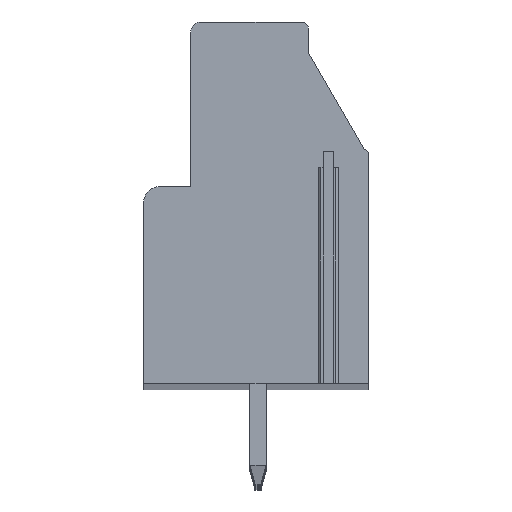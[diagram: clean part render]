
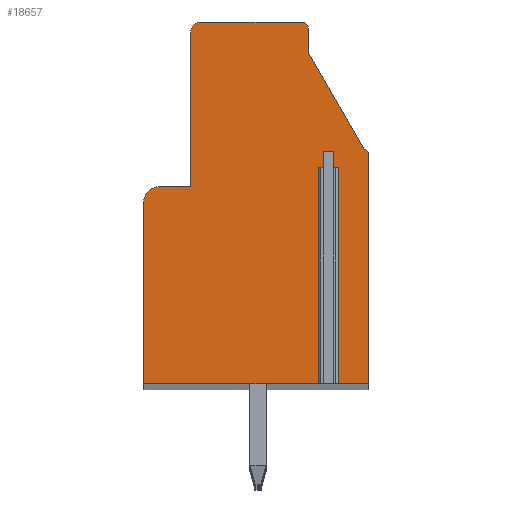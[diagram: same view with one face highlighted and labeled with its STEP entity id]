
A CAD part, top view. The second image highlights one B-rep face of the part: STEP entity #18657.
In plain terms, the highlighted planar face has unit normal (0, 0, 1).
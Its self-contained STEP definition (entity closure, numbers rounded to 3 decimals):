
#5823=DIRECTION('',(-1.,0.,0.));
#5824=VECTOR('',#5823,0.5);
#5825=CARTESIAN_POINT('',(3.85,2.55,3.81));
#5826=LINE('',#5825,#5824);
#5827=DIRECTION('',(0.,1.,0.));
#5828=VECTOR('',#5827,0.8);
#5829=CARTESIAN_POINT('',(3.35,1.75,3.81));
#5830=LINE('',#5829,#5828);
#5831=DIRECTION('',(0.,1.,0.));
#5832=VECTOR('',#5831,10.75);
#5833=CARTESIAN_POINT('',(3.35,-9.,3.81));
#5834=LINE('',#5833,#5832);
#5835=DIRECTION('',(1.,0.,0.));
#5836=VECTOR('',#5835,8.95);
#5837=CARTESIAN_POINT('',(-5.6,-9.,3.81));
#5838=LINE('',#5837,#5836);
#5839=DIRECTION('',(0.,-1.,0.));
#5840=VECTOR('',#5839,9.);
#5841=CARTESIAN_POINT('',(-5.6,0.,3.81));
#5842=LINE('',#5841,#5840);
#5843=CARTESIAN_POINT('',(-4.8,0.,3.81));
#5844=DIRECTION('',(0.,0.,1.));
#5845=DIRECTION('',(0.,1.,0.));
#5846=AXIS2_PLACEMENT_3D('',#5843,#5844,#5845);
#5848=DIRECTION('',(-1.,0.,0.));
#5849=VECTOR('',#5848,1.55);
#5850=CARTESIAN_POINT('',(-3.25,0.8,3.81));
#5851=LINE('',#5850,#5849);
#5852=DIRECTION('',(0.,-1.,0.));
#5853=VECTOR('',#5852,7.7);
#5854=CARTESIAN_POINT('',(-3.25,8.5,3.81));
#5855=LINE('',#5854,#5853);
#5856=CARTESIAN_POINT('',(-2.75,8.5,3.81));
#5857=DIRECTION('',(0.,0.,1.));
#5858=DIRECTION('',(0.,1.,0.));
#5859=AXIS2_PLACEMENT_3D('',#5856,#5857,#5858);
#5861=DIRECTION('',(-1.,0.,0.));
#5862=VECTOR('',#5861,5.05);
#5863=CARTESIAN_POINT('',(2.3,9.,3.81));
#5864=LINE('',#5863,#5862);
#5865=CARTESIAN_POINT('',(2.3,8.7,3.81));
#5866=DIRECTION('',(0.,0.,1.));
#5867=DIRECTION('',(1.,0.,0.));
#5868=AXIS2_PLACEMENT_3D('',#5865,#5866,#5867);
#5870=DIRECTION('',(0.,1.,0.));
#5871=VECTOR('',#5870,1.2);
#5872=CARTESIAN_POINT('',(2.6,7.5,3.81));
#5873=LINE('',#5872,#5871);
#5874=DIRECTION('',(-0.5,0.866,0.));
#5875=VECTOR('',#5874,5.6);
#5876=CARTESIAN_POINT('',(5.4,2.65,3.81));
#5877=LINE('',#5876,#5875);
#5878=CARTESIAN_POINT('',(5.4,2.45,3.81));
#5879=DIRECTION('',(0.,0.,1.));
#5880=DIRECTION('',(1.,0.,0.));
#5881=AXIS2_PLACEMENT_3D('',#5878,#5879,#5880);
#5883=DIRECTION('',(0.,1.,0.));
#5884=VECTOR('',#5883,11.45);
#5885=CARTESIAN_POINT('',(5.6,-9.,3.81));
#5886=LINE('',#5885,#5884);
#5887=DIRECTION('',(1.,0.,0.));
#5888=VECTOR('',#5887,1.75);
#5889=CARTESIAN_POINT('',(3.85,-9.,3.81));
#5890=LINE('',#5889,#5888);
#5891=DIRECTION('',(0.,1.,0.));
#5892=VECTOR('',#5891,10.75);
#5893=CARTESIAN_POINT('',(3.85,-9.,3.81));
#5894=LINE('',#5893,#5892);
#5895=DIRECTION('',(0.,1.,0.));
#5896=VECTOR('',#5895,0.8);
#5897=CARTESIAN_POINT('',(3.85,1.75,3.81));
#5898=LINE('',#5897,#5896);
#8829=CARTESIAN_POINT('',(5.6,-9.,3.81));
#8830=CARTESIAN_POINT('',(5.6,2.45,3.81));
#8831=VERTEX_POINT('',#8829);
#8832=VERTEX_POINT('',#8830);
#8833=CARTESIAN_POINT('',(5.4,2.65,3.81));
#8834=VERTEX_POINT('',#8833);
#8835=CARTESIAN_POINT('',(2.6,7.5,3.81));
#8836=VERTEX_POINT('',#8835);
#8838=CARTESIAN_POINT('',(-5.6,-9.,3.81));
#8840=VERTEX_POINT('',#8838);
#8857=CARTESIAN_POINT('',(3.35,-9.,3.81));
#8858=VERTEX_POINT('',#8857);
#8859=CARTESIAN_POINT('',(3.85,-9.,3.81));
#8860=VERTEX_POINT('',#8859);
#9030=CARTESIAN_POINT('',(-3.25,0.8,3.81));
#9032=VERTEX_POINT('',#9030);
#9037=CARTESIAN_POINT('',(-4.8,0.8,3.81));
#9038=VERTEX_POINT('',#9037);
#9039=CARTESIAN_POINT('',(-5.6,0.,3.81));
#9040=VERTEX_POINT('',#9039);
#9045=CARTESIAN_POINT('',(-2.75,9.,3.81));
#9046=VERTEX_POINT('',#9045);
#9047=CARTESIAN_POINT('',(-3.25,8.5,3.81));
#9048=VERTEX_POINT('',#9047);
#9053=CARTESIAN_POINT('',(2.6,8.7,3.81));
#9054=VERTEX_POINT('',#9053);
#9055=CARTESIAN_POINT('',(2.3,9.,3.81));
#9056=VERTEX_POINT('',#9055);
#9061=CARTESIAN_POINT('',(3.85,2.55,3.81));
#9062=CARTESIAN_POINT('',(3.35,2.55,3.81));
#9063=VERTEX_POINT('',#9061);
#9064=VERTEX_POINT('',#9062);
#9065=CARTESIAN_POINT('',(3.35,1.75,3.81));
#9066=VERTEX_POINT('',#9065);
#9067=CARTESIAN_POINT('',(3.85,1.75,3.81));
#9068=VERTEX_POINT('',#9067);
#18627=CARTESIAN_POINT('',(0.,0.,3.81));
#18628=DIRECTION('',(0.,0.,1.));
#18629=DIRECTION('',(1.,0.,0.));
#18630=AXIS2_PLACEMENT_3D('',#18627,#18628,#18629);
#18631=PLANE('',#18630);
#18633=ORIENTED_EDGE('',*,*,#18632,.T.);
#18635=ORIENTED_EDGE('',*,*,#18634,.F.);
#18637=ORIENTED_EDGE('',*,*,#18636,.F.);
#18638=ORIENTED_EDGE('',*,*,#18274,.F.);
#18639=ORIENTED_EDGE('',*,*,#18620,.F.);
#18640=ORIENTED_EDGE('',*,*,#11185,.F.);
#18641=ORIENTED_EDGE('',*,*,#11201,.F.);
#18642=ORIENTED_EDGE('',*,*,#11213,.F.);
#18643=ORIENTED_EDGE('',*,*,#11228,.F.);
#18644=ORIENTED_EDGE('',*,*,#11243,.F.);
#18645=ORIENTED_EDGE('',*,*,#17972,.F.);
#18646=ORIENTED_EDGE('',*,*,#17987,.F.);
#18647=ORIENTED_EDGE('',*,*,#18000,.F.);
#18648=ORIENTED_EDGE('',*,*,#18014,.F.);
#18649=ORIENTED_EDGE('',*,*,#18028,.F.);
#18650=ORIENTED_EDGE('',*,*,#18286,.F.);
#18652=ORIENTED_EDGE('',*,*,#18651,.T.);
#18654=ORIENTED_EDGE('',*,*,#18653,.T.);
#18655=EDGE_LOOP('',(#18633,#18635,#18637,#18638,#18639,#18640,#18641,#18642,
#18643,#18644,#18645,#18646,#18647,#18648,#18649,#18650,#18652,#18654));
#18656=FACE_OUTER_BOUND('',#18655,.F.);
#5847=CIRCLE('',#5846,0.8);
#5860=CIRCLE('',#5859,0.5);
#5869=CIRCLE('',#5868,0.3);
#5882=CIRCLE('',#5881,0.2);
#11185=EDGE_CURVE('',#9038,#9040,#5847,.T.);
#11201=EDGE_CURVE('',#9032,#9038,#5851,.T.);
#11213=EDGE_CURVE('',#9048,#9032,#5855,.T.);
#11228=EDGE_CURVE('',#9046,#9048,#5860,.T.);
#11243=EDGE_CURVE('',#9056,#9046,#5864,.T.);
#17972=EDGE_CURVE('',#9054,#9056,#5869,.T.);
#17987=EDGE_CURVE('',#8836,#9054,#5873,.T.);
#18000=EDGE_CURVE('',#8834,#8836,#5877,.T.);
#18014=EDGE_CURVE('',#8832,#8834,#5882,.T.);
#18028=EDGE_CURVE('',#8831,#8832,#5886,.T.);
#18274=EDGE_CURVE('',#8840,#8858,#5838,.T.);
#18286=EDGE_CURVE('',#8860,#8831,#5890,.T.);
#18620=EDGE_CURVE('',#9040,#8840,#5842,.T.);
#18632=EDGE_CURVE('',#9063,#9064,#5826,.T.);
#18634=EDGE_CURVE('',#9066,#9064,#5830,.T.);
#18636=EDGE_CURVE('',#8858,#9066,#5834,.T.);
#18651=EDGE_CURVE('',#8860,#9068,#5894,.T.);
#18653=EDGE_CURVE('',#9068,#9063,#5898,.T.);
#18657=ADVANCED_FACE('',(#18656),#18631,.T.);
